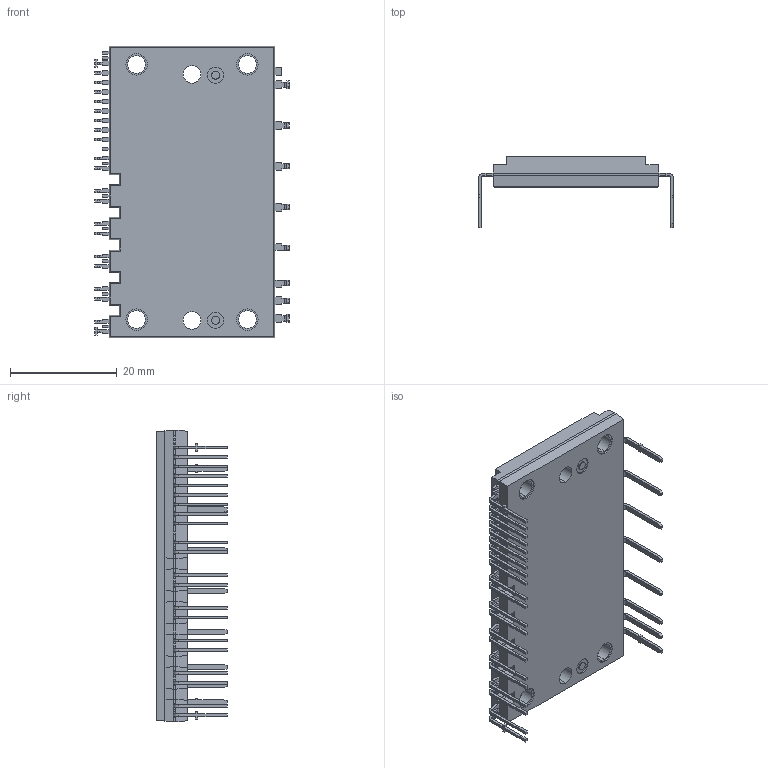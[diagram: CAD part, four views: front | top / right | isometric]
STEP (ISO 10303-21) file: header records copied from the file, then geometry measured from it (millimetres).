
FILE_DESCRIPTION (( 'STEP AP214' ), '1' );
FILE_NAME ('DIP39, 54.5x31.0 EP-2_MODGX.STEP', '2023-12-05T20:24:43', ( '' ), ( '' ), 'SwSTEP 2.0', 'SolidWorks 2021', '' );
FILE_SCHEMA (( 'AUTOMOTIVE_DESIGN' ));
Length unit declared in the file: millimetre
Products named in the file (1): DIP39, 54.5x31.0 EP-2_MODGX
Bounding box: 36.4 x 13.2 x 54.5 mm (x, y, z)
Volume: 8879.1 mm3; surface area: 6511.5 mm2
Topology: 41 solids, 41 shells, 615 faces, 1520 edges, 996 vertices
Faces by surface type: plane 525, cylinder 86, cone 4
Entity records: 18332 total; most frequent: CARTESIAN_POINT 3132, ORIENTED_EDGE 3040, DIRECTION 2928, EDGE_CURVE 1520, LINE 1344, VECTOR 1344, VERTEX_POINT 996, AXIS2_PLACEMENT_3D 792
